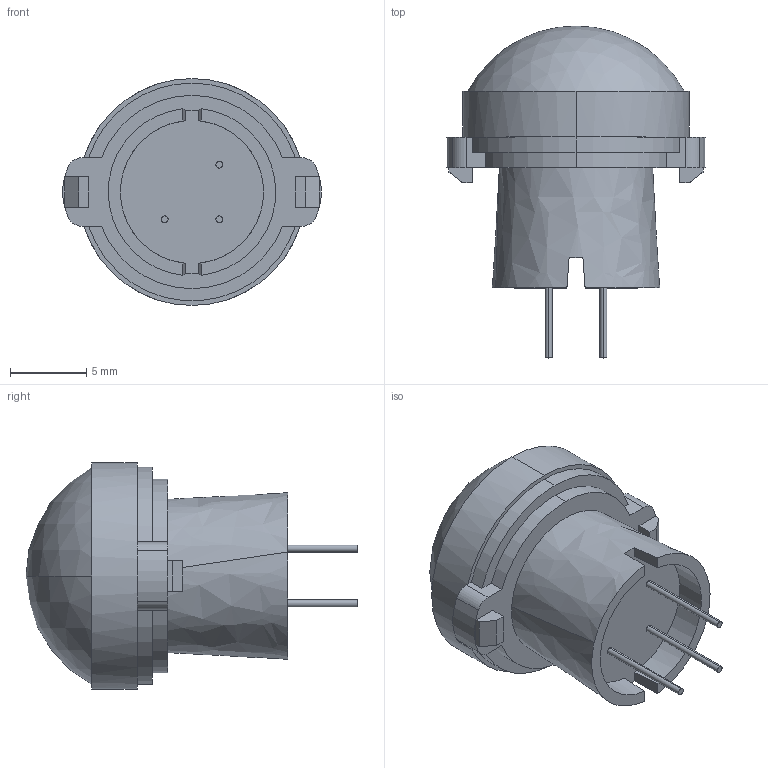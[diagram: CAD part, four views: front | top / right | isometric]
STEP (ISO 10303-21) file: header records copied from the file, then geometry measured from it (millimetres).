
FILE_DESCRIPTION (( 'STEP AP214' ), '1' );
FILE_NAME ('User Library-EKMB1393111K.STEP', '2017-11-23T11:37:42', ( '' ), ( '' ), 'SwSTEP 2.0', 'SolidWorks 2017', '' );
FILE_SCHEMA (( 'AUTOMOTIVE_DESIGN' ));
Length unit declared in the file: millimetre
Products named in the file (1): User Library-EKMB1393111K
Bounding box: 16.96 x 21.8 x 14.9 mm (x, y, z)
Volume: 1774.9 mm3; surface area: 1031 mm2
Topology: 1 solids, 1 shells, 60 faces, 150 edges, 99 vertices
Faces by surface type: plane 34, cylinder 22, bspline 2, sphere 2
Entity records: 1963 total; most frequent: CARTESIAN_POINT 362, DIRECTION 318, ORIENTED_EDGE 300, EDGE_CURVE 150, AXIS2_PLACEMENT_3D 119, VERTEX_POINT 99, LINE 80, VECTOR 80
